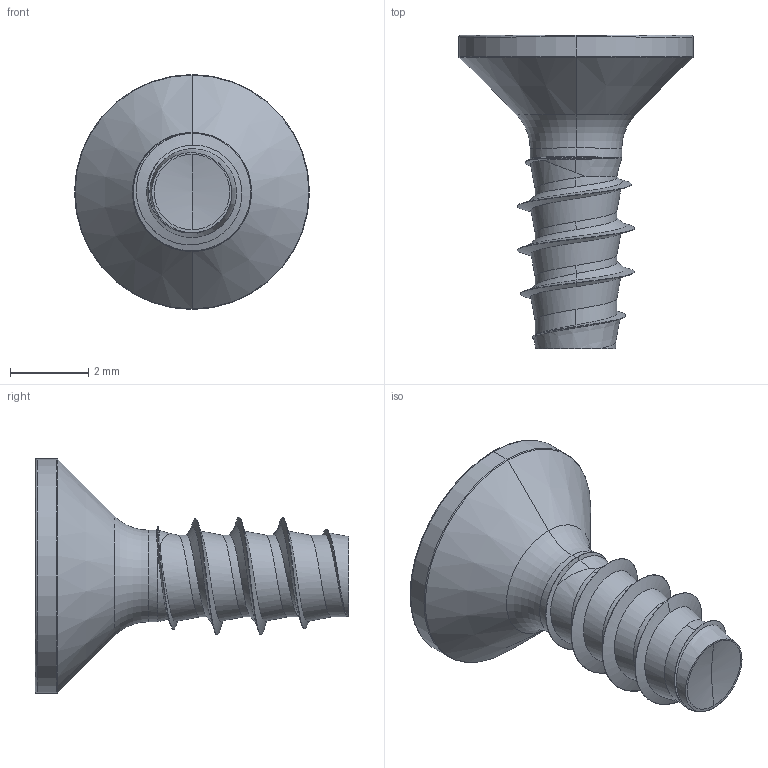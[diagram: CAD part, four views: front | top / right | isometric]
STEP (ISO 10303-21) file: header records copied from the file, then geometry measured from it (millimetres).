
FILE_DESCRIPTION (( 'STEP AP203' ), '1' );
FILE_NAME ('STP410300080.STEP', '2017-08-16T13:41:08', ( '' ), ( '' ), 'SwSTEP 2.0', 'SolidWorks 2015', '' );
FILE_SCHEMA (( 'CONFIG_CONTROL_DESIGN' ));
Length unit declared in the file: millimetre
Products named in the file (1): STP410300080
Bounding box: 6 x 8 x 6 mm (x, y, z)
Volume: 59.1 mm3; surface area: 140 mm2
Topology: 1 solids, 1 shells, 91 faces, 221 edges, 132 vertices
Faces by surface type: bspline 35, cylinder 33, cone 13, torus 6, sphere 2, plane 2
Entity records: 10030 total; most frequent: CARTESIAN_POINT 8159, ORIENTED_EDGE 438, DIRECTION 282, EDGE_CURVE 219, VERTEX_POINT 132, AXIS2_PLACEMENT_3D 116, B_SPLINE_CURVE_WITH_KNOTS 101, EDGE_LOOP 93
